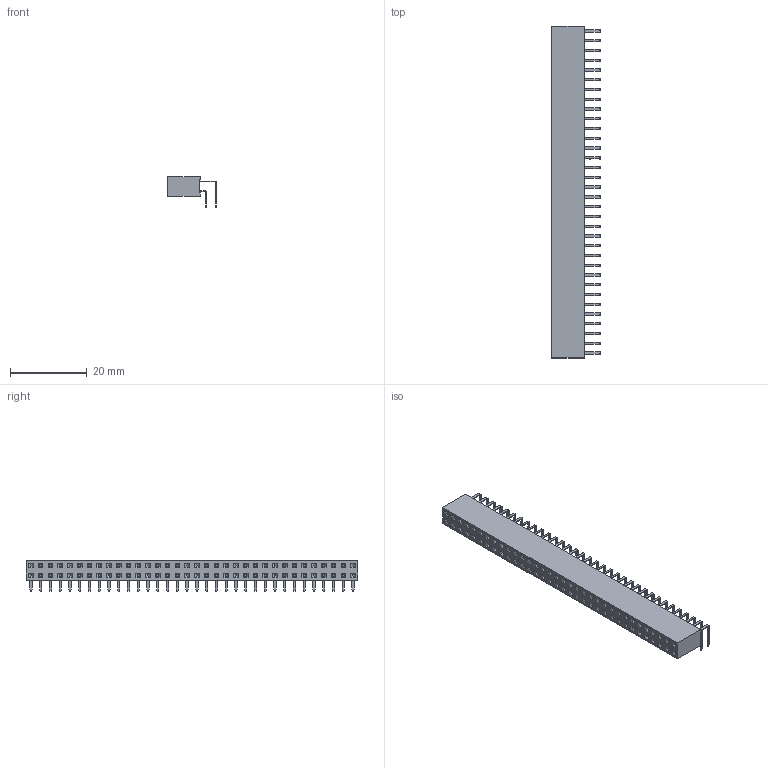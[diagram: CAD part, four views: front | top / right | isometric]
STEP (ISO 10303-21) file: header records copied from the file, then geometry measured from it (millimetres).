
FILE_DESCRIPTION(/* description */ ('model of PinSocket_2x34_P2.54mm_Horizontal'),/* implementation_level */ '2;1');
FILE_NAME(/* name */ 'PinSocket_2x34_P2.54mm_Horizontal.step',/* time_stamp */ '2017-11-27T02:56:54',/* author */ ('Terje Io','https://github.com/terjeio'),/* organization */ ('FreeCAD'),/* preprocessor_version */ 'OCC',/* originating_system */ 'kicad StepUp',/* authorisation */ '');
FILE_SCHEMA(('AUTOMOTIVE_DESIGN_CC2 { 1 2 10303 214 -1 1 5 4 }'));
Products named in the file (1): PinSocket_2x34_P254mm_Horizontal
Bounding box: 12.67 x 86.36 x 7.98 mm (x, y, z)
Volume: 3556.8 mm3; surface area: 4684.3 mm2
Topology: 1 solids, 1 shells, 2390 faces, 6280 edges, 4096 vertices
Faces by surface type: plane 2254, cylinder 136
Entity records: 88703 total; most frequent: CARTESIAN_POINT 12767, ORIENTED_EDGE 12560, DIRECTION 11334, EDGE_CURVE 6280, LINE 6008, VECTOR 6008, VERTEX_POINT 4096, AXIS2_PLACEMENT_3D 2663
